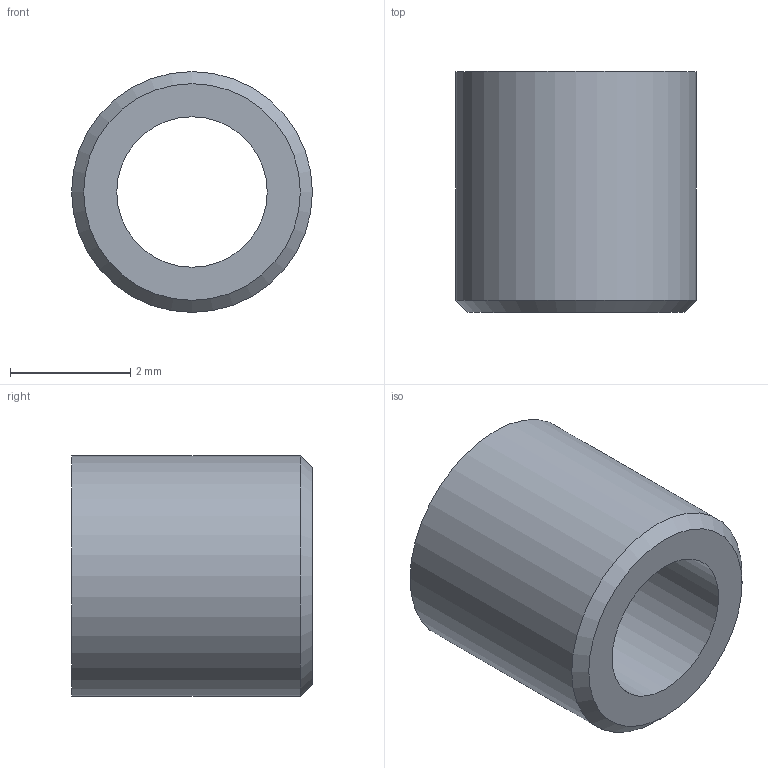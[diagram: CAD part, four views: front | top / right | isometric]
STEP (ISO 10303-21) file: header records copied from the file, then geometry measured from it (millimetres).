
FILE_DESCRIPTION(/* description */ ('CASQUILLO CONICO RACOR'),/* implementation_level */ '2;1');
FILE_NAME(/* name */ 'C04H030022-fitting-ferrule.stp',/* time_stamp */ '2014-12-22T14:50:59+01:00',/* author */ ('MARCHA TECHNOLOGY'),/* organization */ ('MARCHA TECHNOLOGY'),/* preprocessor_version */ 'ST-DEVELOPER v15.6',/* originating_system */ 'Autodesk Inventor 2015',/* authorisation */ '');
FILE_SCHEMA (('CONFIG_CONTROL_DESIGN'));
Length unit declared in the file: millimetre
Products named in the file (1): C04H030022-fitting-ferrule
Bounding box: 4 x 4 x 4 mm (x, y, z)
Volume: 25.8 mm3; surface area: 92.9 mm2
Topology: 1 solids, 1 shells, 5 faces, 9 edges, 5 vertices
Faces by surface type: cone 2, cylinder 2, plane 1
Full cylindrical faces by diameter (mm): 2.5 x1, 4 x1
Entity records: 132 total; most frequent: DIRECTION 22, CARTESIAN_POINT 16, AXIS2_PLACEMENT_3D 11, EDGE_LOOP 10, ORIENTED_EDGE 10, FACE_BOUND 5, FACE_OUTER_BOUND 5, CIRCLE 5
